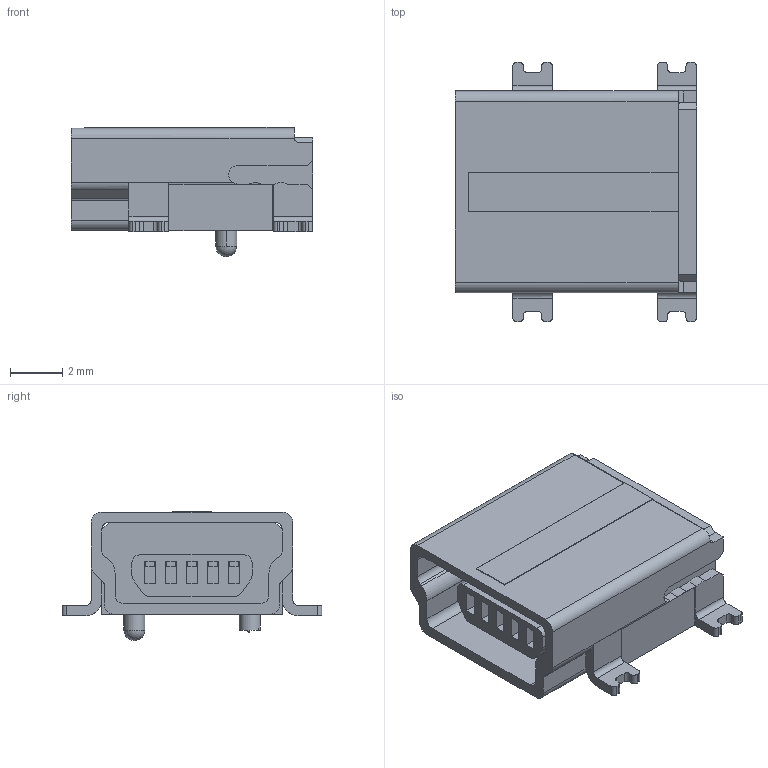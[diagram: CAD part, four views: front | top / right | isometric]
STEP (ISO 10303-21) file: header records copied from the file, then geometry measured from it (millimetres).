
FILE_DESCRIPTION(('FreeCAD Model'),'2;1');
FILE_NAME('1002.step', '2016-11-01T15:34:25',('Author'),(''), 'Open CASCADE STEP processor 6.8','FreeCAD','Unknown');
FILE_SCHEMA(('AUTOMOTIVE_DESIGN_CC2 { 1 2 10303 214 -1 1 5 4 }'));
Length unit declared in the file: millimetre
Products named in the file (2): ASSEMBLY; 1002
Assembly tree (1 placements, depth 2):
  ASSEMBLY
    1002
Bounding box: 9.21 x 9.9 x 4.93 mm (x, y, z)
Volume: 216.8 mm3; surface area: 414 mm2
Topology: 1 solids, 1 shells, 229 faces, 675 edges, 448 vertices
Faces by surface type: plane 148, cylinder 79, sphere 2
Entity records: 27427 total; most frequent: CARTESIAN_POINT 13192, DIRECTION 2148, ORIENTED_EDGE 1342, PCURVE 1342, DEFINITIONAL_REPRESENTATION 1342, LINE 1272, VECTOR 1272, EDGE_CURVE 671
